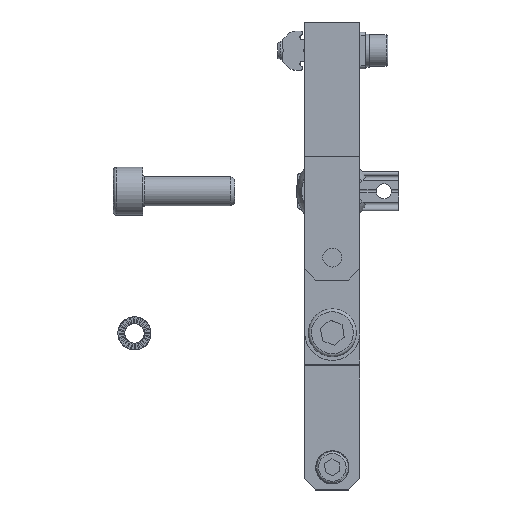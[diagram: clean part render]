
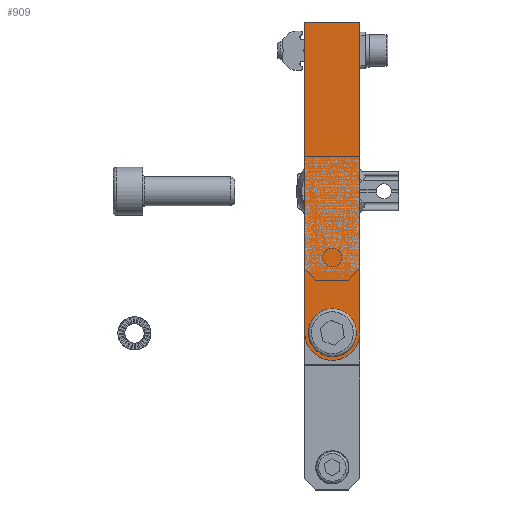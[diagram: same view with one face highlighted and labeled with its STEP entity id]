
A CAD part, top view. The second image highlights one B-rep face of the part: STEP entity #909.
In plain terms, the highlighted planar face has unit normal (0, 0, 1).
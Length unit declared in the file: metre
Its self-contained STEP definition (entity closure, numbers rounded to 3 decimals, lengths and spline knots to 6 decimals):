
#909 = ADVANCED_FACE( '', ( #1876, #1877 ), #1878, .F. );
#1876 = FACE_BOUND( '', #2750, .T. );
#1877 = FACE_OUTER_BOUND( '', #2751, .T. );
#1878 = PLANE( '', #2752 );
#2750 = EDGE_LOOP( '', ( #5118 ) );
#2751 = EDGE_LOOP( '', ( #5119, #5120, #5121, #5122 ) );
#2752 = AXIS2_PLACEMENT_3D( '', #5123, #5124, #5125 );
#5118 = ORIENTED_EDGE( '', *, *, #7005, .F. );
#5119 = ORIENTED_EDGE( '', *, *, #7003, .T. );
#5120 = ORIENTED_EDGE( '', *, *, #6990, .T. );
#5121 = ORIENTED_EDGE( '', *, *, #6977, .F. );
#5122 = ORIENTED_EDGE( '', *, *, #7006, .T. );
#5123 = CARTESIAN_POINT( '', ( 0.0075, 0.046, 0.0125 ) );
#5124 = DIRECTION( '', ( 0., 0., -1. ) );
#5125 = DIRECTION( '', ( -1., 0., 0. ) );
#6977 = EDGE_CURVE( '', #8436, #8438, #8439, .T. );
#6990 = EDGE_CURVE( '', #8459, #8438, #8460, .F. );
#7003 = EDGE_CURVE( '', #8483, #8459, #8484, .T. );
#7005 = EDGE_CURVE( '', #8486, #8486, #8487, .T. );
#7006 = EDGE_CURVE( '', #8436, #8483, #8488, .T. );
#8436 = VERTEX_POINT( '', #10284 );
#8438 = VERTEX_POINT( '', #10287 );
#8439 = LINE( '', #10288, #10289 );
#8459 = VERTEX_POINT( '', #10317 );
#8460 = CIRCLE( '', #10318, 0.0075 );
#8483 = VERTEX_POINT( '', #10349 );
#8484 = LINE( '', #10350, #10351 );
#8486 = VERTEX_POINT( '', #10354 );
#8487 = CIRCLE( '', #10355, 0.00405 );
#8488 = LINE( '', #10356, #10357 );
#10284 = CARTESIAN_POINT( '', ( 0.0075, 0.046, 0.0125 ) );
#10287 = CARTESIAN_POINT( '', ( 0.0075, -0.0385, 0.0125 ) );
#10288 = CARTESIAN_POINT( '', ( 0.0075, 0.046, 0.0125 ) );
#10289 = VECTOR( '', #11986, 1. );
#10317 = CARTESIAN_POINT( '', ( -0.0075, -0.0385, 0.0125 ) );
#10318 = AXIS2_PLACEMENT_3D( '', #12007, #12008, #12009 );
#10349 = CARTESIAN_POINT( '', ( -0.0075, 0.046, 0.0125 ) );
#10350 = CARTESIAN_POINT( '', ( -0.0075, 0.046, 0.0125 ) );
#10351 = VECTOR( '', #12030, 1. );
#10354 = CARTESIAN_POINT( '', ( 0., -0.03445, 0.0125 ) );
#10355 = AXIS2_PLACEMENT_3D( '', #12032, #12033, #12034 );
#10356 = CARTESIAN_POINT( '', ( 0.0075, 0.046, 0.0125 ) );
#10357 = VECTOR( '', #12035, 1. );
#11986 = DIRECTION( '', ( 0., -1., 0. ) );
#12007 = CARTESIAN_POINT( '', ( 0., -0.0385, 0.0125 ) );
#12008 = DIRECTION( '', ( 0., 0., -1. ) );
#12009 = DIRECTION( '', ( -1., 0., 0. ) );
#12030 = DIRECTION( '', ( 0., -1., 0. ) );
#12032 = CARTESIAN_POINT( '', ( 0., -0.0385, 0.0125 ) );
#12033 = DIRECTION( '', ( 0., 0., 1. ) );
#12034 = DIRECTION( '', ( 0., 1., 0. ) );
#12035 = DIRECTION( '', ( -1., 0., 0. ) );
